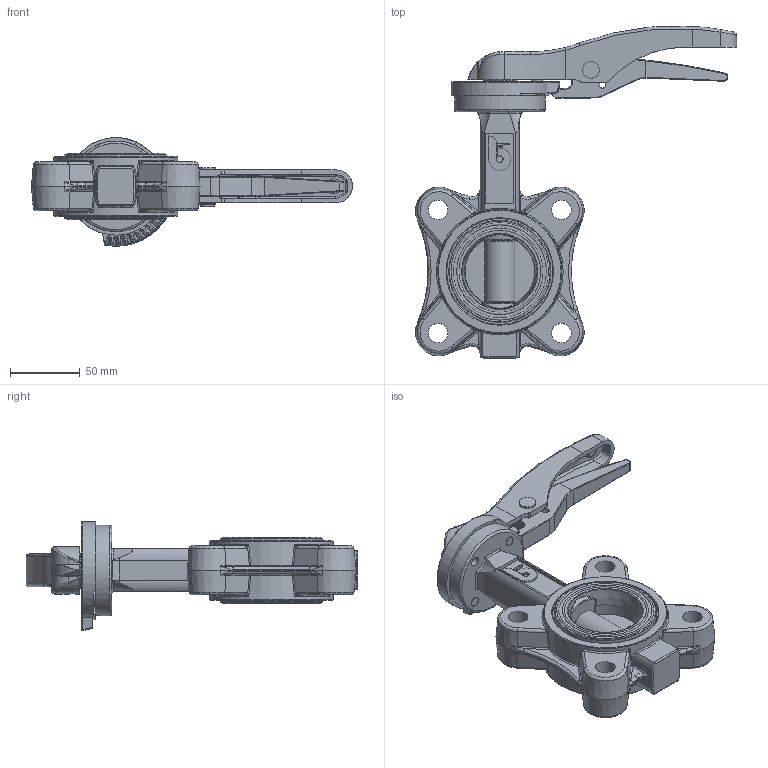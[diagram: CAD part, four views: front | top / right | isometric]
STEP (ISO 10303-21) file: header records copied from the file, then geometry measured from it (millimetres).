
FILE_DESCRIPTION (( 'STEP AP203' ), '1' );
FILE_NAME ('A9.100050L16.STEP', '2012-12-17T09:39:40', ( 'luca.saino' ), ( 'Hewlett-Packard Company' ), 'SwSTEP 2.0', 'SolidWorks 2012', '' );
FILE_SCHEMA (( 'CONFIG_CONTROL_DESIGN' ));
Length unit declared in the file: millimetre
Products named in the file (1): A9.100050L16
Bounding box: 230.19 x 237.99 x 77.87 mm (x, y, z)
Volume: 553575 mm3; surface area: 116509.5 mm2
Topology: 1 solids, 3 shells, 1360 faces, 3441 edges, 2106 vertices
Faces by surface type: plane 454, cylinder 322, bspline 292, torus 172, cone 82, sphere 38
Full cylindrical faces by diameter (mm): 1.5 x2, 4 x2, 5 x2, 7 x4, 8 x3, 10.2 x4, 12 x1, 13 x2, 14 x4, 15 x2, 65 x1, 70 x1, 73.3 x2, 76.1 x2, 89 x2
Entity records: 50722 total; most frequent: CARTESIAN_POINT 20770, ORIENTED_EDGE 6578, DIRECTION 5669, EDGE_CURVE 3289, AXIS2_PLACEMENT_3D 2155, VERTEX_POINT 2071, EDGE_LOOP 1520, FACE_OUTER_BOUND 1409
